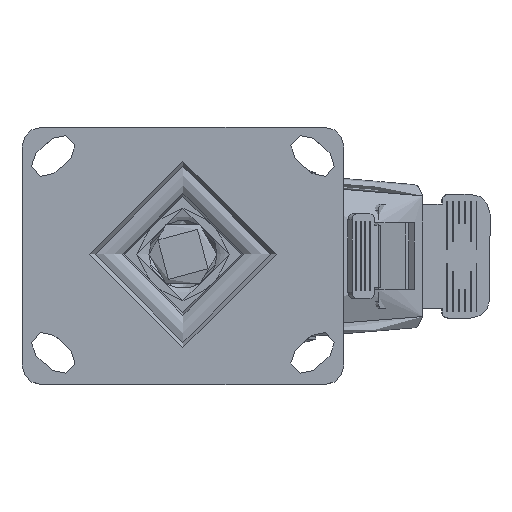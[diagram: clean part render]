
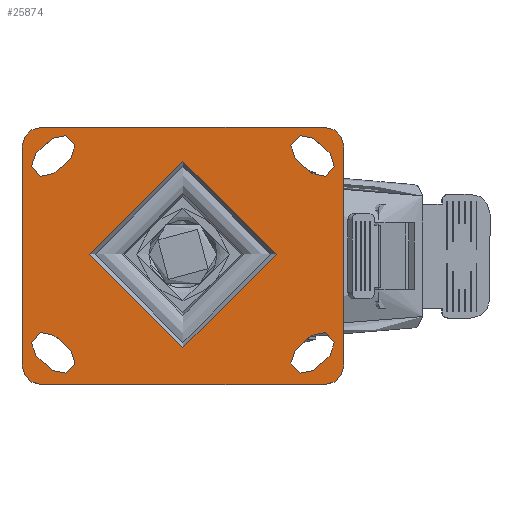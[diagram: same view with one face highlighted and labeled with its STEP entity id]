
A CAD part, top view. The second image highlights one B-rep face of the part: STEP entity #25874.
In plain terms, the highlighted face is planar.
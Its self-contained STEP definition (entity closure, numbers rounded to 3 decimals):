
#1313=FACE_BOUND('',#4746,.T.);
#1314=FACE_BOUND('',#4747,.T.);
#1315=FACE_BOUND('',#4748,.T.);
#1316=FACE_BOUND('',#4749,.T.);
#1317=FACE_BOUND('',#4750,.T.);
#1905=CIRCLE('',#28571,37.675);
#1906=CIRCLE('',#28573,8.);
#1907=CIRCLE('',#28574,8.);
#1908=CIRCLE('',#28575,8.);
#1909=CIRCLE('',#28576,8.);
#1910=CIRCLE('',#28577,5.5);
#1911=CIRCLE('',#28578,5.5);
#1912=CIRCLE('',#28579,5.5);
#1913=CIRCLE('',#28580,5.5);
#1914=CIRCLE('',#28581,5.5);
#1915=CIRCLE('',#28582,5.5);
#1916=CIRCLE('',#28583,5.5);
#1917=CIRCLE('',#28584,5.5);
#3210=FACE_OUTER_BOUND('',#4745,.T.);
#4745=EDGE_LOOP('',(#18540,#18541,#18542,#18543,#18544,#18545,#18546,#18547));
#4746=EDGE_LOOP('',(#18548,#18549,#18550,#18551));
#4747=EDGE_LOOP('',(#18552,#18553,#18554,#18555));
#4748=EDGE_LOOP('',(#18556,#18557,#18558,#18559));
#4749=EDGE_LOOP('',(#18560));
#4750=EDGE_LOOP('',(#18561,#18562,#18563,#18564));
#6495=LINE('',#40853,#8320);
#6496=LINE('',#40857,#8321);
#6497=LINE('',#40861,#8322);
#6498=LINE('',#40864,#8323);
#6499=LINE('',#40869,#8324);
#6500=LINE('',#40872,#8325);
#6501=LINE('',#40877,#8326);
#6502=LINE('',#40880,#8327);
#6503=LINE('',#40883,#8328);
#6504=LINE('',#40887,#8329);
#6505=LINE('',#40891,#8330);
#6506=LINE('',#40895,#8331);
#8320=VECTOR('',#31807,88.);
#8321=VECTOR('',#31810,114.);
#8322=VECTOR('',#31813,88.);
#8323=VECTOR('',#31816,114.);
#8324=VECTOR('',#31819,9.031);
#8325=VECTOR('',#31822,9.031);
#8326=VECTOR('',#31825,9.031);
#8327=VECTOR('',#31828,9.031);
#8328=VECTOR('',#31829,9.031);
#8329=VECTOR('',#31832,9.031);
#8330=VECTOR('',#31835,9.031);
#8331=VECTOR('',#31838,9.031);
#11296=VERTEX_POINT('',#40845);
#11297=VERTEX_POINT('',#40849);
#11298=VERTEX_POINT('',#40850);
#11299=VERTEX_POINT('',#40852);
#11300=VERTEX_POINT('',#40854);
#11301=VERTEX_POINT('',#40856);
#11302=VERTEX_POINT('',#40858);
#11303=VERTEX_POINT('',#40860);
#11304=VERTEX_POINT('',#40862);
#11305=VERTEX_POINT('',#40865);
#11306=VERTEX_POINT('',#40866);
#11307=VERTEX_POINT('',#40868);
#11308=VERTEX_POINT('',#40870);
#11309=VERTEX_POINT('',#40873);
#11310=VERTEX_POINT('',#40874);
#11311=VERTEX_POINT('',#40876);
#11312=VERTEX_POINT('',#40878);
#11313=VERTEX_POINT('',#40881);
#11314=VERTEX_POINT('',#40882);
#11315=VERTEX_POINT('',#40884);
#11316=VERTEX_POINT('',#40886);
#11317=VERTEX_POINT('',#40889);
#11318=VERTEX_POINT('',#40890);
#11319=VERTEX_POINT('',#40892);
#11320=VERTEX_POINT('',#40894);
#14082=EDGE_CURVE('',#11296,#11296,#1905,.T.);
#14083=EDGE_CURVE('',#11297,#11298,#1906,.T.);
#14084=EDGE_CURVE('',#11299,#11297,#6495,.T.);
#14085=EDGE_CURVE('',#11300,#11299,#1907,.T.);
#14086=EDGE_CURVE('',#11301,#11300,#6496,.T.);
#14087=EDGE_CURVE('',#11302,#11301,#1908,.T.);
#14088=EDGE_CURVE('',#11303,#11302,#6497,.T.);
#14089=EDGE_CURVE('',#11304,#11303,#1909,.T.);
#14090=EDGE_CURVE('',#11298,#11304,#6498,.T.);
#14091=EDGE_CURVE('',#11305,#11306,#1910,.T.);
#14092=EDGE_CURVE('',#11307,#11305,#6499,.T.);
#14093=EDGE_CURVE('',#11308,#11307,#1911,.T.);
#14094=EDGE_CURVE('',#11306,#11308,#6500,.T.);
#14095=EDGE_CURVE('',#11309,#11310,#1912,.T.);
#14096=EDGE_CURVE('',#11311,#11309,#6501,.T.);
#14097=EDGE_CURVE('',#11312,#11311,#1913,.T.);
#14098=EDGE_CURVE('',#11310,#11312,#6502,.T.);
#14099=EDGE_CURVE('',#11313,#11314,#6503,.T.);
#14100=EDGE_CURVE('',#11315,#11313,#1914,.T.);
#14101=EDGE_CURVE('',#11316,#11315,#6504,.T.);
#14102=EDGE_CURVE('',#11314,#11316,#1915,.T.);
#14103=EDGE_CURVE('',#11317,#11318,#6505,.T.);
#14104=EDGE_CURVE('',#11319,#11317,#1916,.T.);
#14105=EDGE_CURVE('',#11320,#11319,#6506,.T.);
#14106=EDGE_CURVE('',#11318,#11320,#1917,.T.);
#18540=ORIENTED_EDGE('',*,*,#14083,.F.);
#18541=ORIENTED_EDGE('',*,*,#14084,.F.);
#18542=ORIENTED_EDGE('',*,*,#14085,.F.);
#18543=ORIENTED_EDGE('',*,*,#14086,.F.);
#18544=ORIENTED_EDGE('',*,*,#14087,.F.);
#18545=ORIENTED_EDGE('',*,*,#14088,.F.);
#18546=ORIENTED_EDGE('',*,*,#14089,.F.);
#18547=ORIENTED_EDGE('',*,*,#14090,.F.);
#18548=ORIENTED_EDGE('',*,*,#14091,.F.);
#18549=ORIENTED_EDGE('',*,*,#14092,.F.);
#18550=ORIENTED_EDGE('',*,*,#14093,.F.);
#18551=ORIENTED_EDGE('',*,*,#14094,.F.);
#18552=ORIENTED_EDGE('',*,*,#14095,.F.);
#18553=ORIENTED_EDGE('',*,*,#14096,.F.);
#18554=ORIENTED_EDGE('',*,*,#14097,.F.);
#18555=ORIENTED_EDGE('',*,*,#14098,.F.);
#18556=ORIENTED_EDGE('',*,*,#14099,.F.);
#18557=ORIENTED_EDGE('',*,*,#14100,.F.);
#18558=ORIENTED_EDGE('',*,*,#14101,.F.);
#18559=ORIENTED_EDGE('',*,*,#14102,.F.);
#18560=ORIENTED_EDGE('',*,*,#14082,.F.);
#18561=ORIENTED_EDGE('',*,*,#14103,.F.);
#18562=ORIENTED_EDGE('',*,*,#14104,.F.);
#18563=ORIENTED_EDGE('',*,*,#14105,.F.);
#18564=ORIENTED_EDGE('',*,*,#14106,.F.);
#25026=PLANE('',#28572);
#25874=ADVANCED_FACE('',(#3210,#1313,#1314,#1315,#1316,#1317),#25026,.T.);
#28571=AXIS2_PLACEMENT_3D('',#40847,#31801,#31802);
#28572=AXIS2_PLACEMENT_3D('',#40848,#31803,#31804);
#28573=AXIS2_PLACEMENT_3D('',#40851,#31805,#31806);
#28574=AXIS2_PLACEMENT_3D('',#40855,#31808,#31809);
#28575=AXIS2_PLACEMENT_3D('',#40859,#31811,#31812);
#28576=AXIS2_PLACEMENT_3D('',#40863,#31814,#31815);
#28577=AXIS2_PLACEMENT_3D('',#40867,#31817,#31818);
#28578=AXIS2_PLACEMENT_3D('',#40871,#31820,#31821);
#28579=AXIS2_PLACEMENT_3D('',#40875,#31823,#31824);
#28580=AXIS2_PLACEMENT_3D('',#40879,#31826,#31827);
#28581=AXIS2_PLACEMENT_3D('',#40885,#31830,#31831);
#28582=AXIS2_PLACEMENT_3D('',#40888,#31833,#31834);
#28583=AXIS2_PLACEMENT_3D('',#40893,#31836,#31837);
#28584=AXIS2_PLACEMENT_3D('',#40896,#31839,#31840);
#31801=DIRECTION('center_axis',(-1.,0.,0.));
#31802=DIRECTION('ref_axis',(0.,0.,-1.));
#31803=DIRECTION('center_axis',(-1.,0.,0.));
#31804=DIRECTION('ref_axis',(0.,0.,-1.));
#31805=DIRECTION('center_axis',(1.,0.,0.));
#31806=DIRECTION('ref_axis',(0.,0.,1.));
#31807=DIRECTION('',(0.,-1.,0.));
#31808=DIRECTION('center_axis',(1.,0.,0.));
#31809=DIRECTION('ref_axis',(0.,1.,0.));
#31810=DIRECTION('',(0.,0.,1.));
#31811=DIRECTION('center_axis',(1.,0.,0.));
#31812=DIRECTION('ref_axis',(0.,0.,-1.));
#31813=DIRECTION('',(0.,1.,0.));
#31814=DIRECTION('center_axis',(1.,0.,0.));
#31815=DIRECTION('ref_axis',(0.,-1.,0.));
#31816=DIRECTION('',(0.,0.,-1.));
#31817=DIRECTION('center_axis',(-1.,0.,0.));
#31818=DIRECTION('ref_axis',(0.,0.747,0.664));
#31819=DIRECTION('',(0.,0.664,-0.747));
#31820=DIRECTION('center_axis',(-1.,0.,0.));
#31821=DIRECTION('ref_axis',(0.,0.,1.));
#31822=DIRECTION('',(0.,-0.664,0.747));
#31823=DIRECTION('center_axis',(-1.,0.,0.));
#31824=DIRECTION('ref_axis',(0.,-0.747,-0.664));
#31825=DIRECTION('',(0.,-0.664,0.747));
#31826=DIRECTION('center_axis',(-1.,0.,0.));
#31827=DIRECTION('ref_axis',(0.,0.,-1.));
#31828=DIRECTION('',(0.,0.664,-0.747));
#31829=DIRECTION('',(0.,-0.664,-0.747));
#31830=DIRECTION('center_axis',(-1.,0.,0.));
#31831=DIRECTION('ref_axis',(0.,0.,1.));
#31832=DIRECTION('',(0.,0.664,0.747));
#31833=DIRECTION('center_axis',(-1.,0.,0.));
#31834=DIRECTION('ref_axis',(0.,0.,-1.));
#31835=DIRECTION('',(0.,0.664,0.747));
#31836=DIRECTION('center_axis',(-1.,0.,0.));
#31837=DIRECTION('ref_axis',(0.,0.,-1.));
#31838=DIRECTION('',(0.,-0.664,-0.747));
#31839=DIRECTION('center_axis',(-1.,0.,0.));
#31840=DIRECTION('ref_axis',(0.,0.,1.));
#40845=CARTESIAN_POINT('',(1.,0.,37.675));
#40847=CARTESIAN_POINT('Origin',(1.,0.,0.));
#40848=CARTESIAN_POINT('Origin',(1.,0.,0.));
#40849=CARTESIAN_POINT('',(1.,-44.645,65.));
#40850=CARTESIAN_POINT('',(1.,-52.645,57.));
#40851=CARTESIAN_POINT('Origin',(1.,-44.645,57.));
#40852=CARTESIAN_POINT('',(1.,43.355,65.));
#40853=CARTESIAN_POINT('',(1.,43.355,65.));
#40854=CARTESIAN_POINT('',(1.,51.355,57.));
#40855=CARTESIAN_POINT('Origin',(1.,43.355,57.));
#40856=CARTESIAN_POINT('',(1.,51.355,-57.));
#40857=CARTESIAN_POINT('',(1.,51.355,-57.));
#40858=CARTESIAN_POINT('',(1.,43.355,-65.));
#40859=CARTESIAN_POINT('Origin',(1.,43.355,-57.));
#40860=CARTESIAN_POINT('',(1.,-44.645,-65.));
#40861=CARTESIAN_POINT('',(1.,-44.645,-65.));
#40862=CARTESIAN_POINT('',(1.,-52.645,-57.));
#40863=CARTESIAN_POINT('Origin',(1.,-44.645,-57.));
#40864=CARTESIAN_POINT('',(1.,-52.645,57.));
#40865=CARTESIAN_POINT('',(1.,46.861,52.654));
#40866=CARTESIAN_POINT('',(1.,38.639,45.346));
#40867=CARTESIAN_POINT('Origin',(1.,42.75,49.));
#40868=CARTESIAN_POINT('',(1.,40.861,59.404));
#40869=CARTESIAN_POINT('',(1.,40.861,59.404));
#40870=CARTESIAN_POINT('',(1.,32.639,52.096));
#40871=CARTESIAN_POINT('Origin',(1.,36.75,55.75));
#40872=CARTESIAN_POINT('',(1.,38.639,45.346));
#40873=CARTESIAN_POINT('',(1.,-46.861,-52.654));
#40874=CARTESIAN_POINT('',(1.,-38.639,-45.346));
#40875=CARTESIAN_POINT('Origin',(1.,-42.75,-49.));
#40876=CARTESIAN_POINT('',(1.,-40.861,-59.404));
#40877=CARTESIAN_POINT('',(1.,-40.861,-59.404));
#40878=CARTESIAN_POINT('',(1.,-32.639,-52.096));
#40879=CARTESIAN_POINT('Origin',(1.,-36.75,-55.75));
#40880=CARTESIAN_POINT('',(1.,-38.639,-45.346));
#40881=CARTESIAN_POINT('',(1.,-32.639,52.096));
#40882=CARTESIAN_POINT('',(1.,-38.639,45.346));
#40883=CARTESIAN_POINT('',(1.,-32.639,52.096));
#40884=CARTESIAN_POINT('',(1.,-40.861,59.404));
#40885=CARTESIAN_POINT('Origin',(1.,-36.75,55.75));
#40886=CARTESIAN_POINT('',(1.,-46.861,52.654));
#40887=CARTESIAN_POINT('',(1.,-46.861,52.654));
#40888=CARTESIAN_POINT('Origin',(1.,-42.75,49.));
#40889=CARTESIAN_POINT('',(1.,32.639,-52.096));
#40890=CARTESIAN_POINT('',(1.,38.639,-45.346));
#40891=CARTESIAN_POINT('',(1.,32.639,-52.096));
#40892=CARTESIAN_POINT('',(1.,40.861,-59.404));
#40893=CARTESIAN_POINT('Origin',(1.,36.75,-55.75));
#40894=CARTESIAN_POINT('',(1.,46.861,-52.654));
#40895=CARTESIAN_POINT('',(1.,46.861,-52.654));
#40896=CARTESIAN_POINT('Origin',(1.,42.75,-49.));
